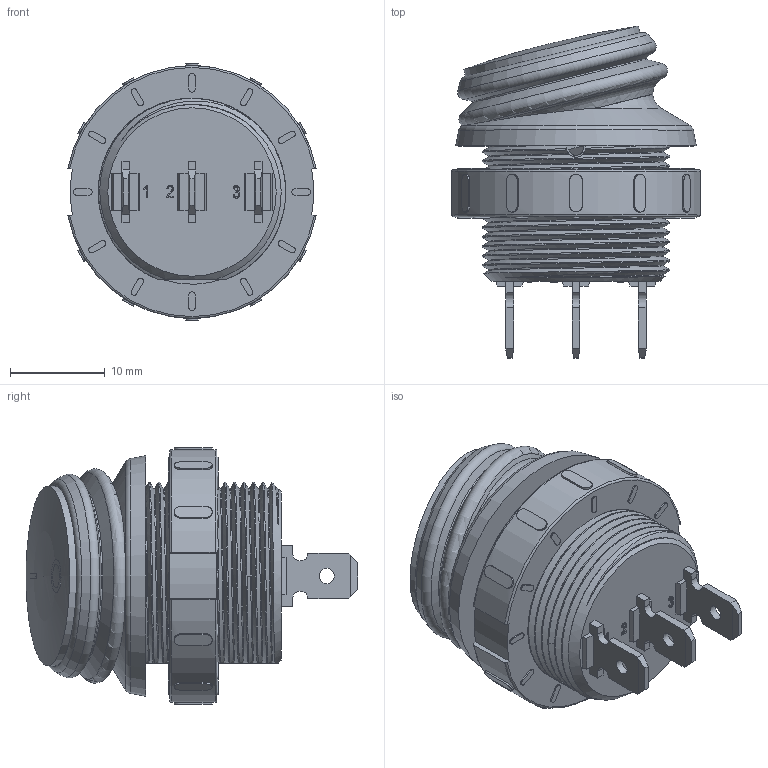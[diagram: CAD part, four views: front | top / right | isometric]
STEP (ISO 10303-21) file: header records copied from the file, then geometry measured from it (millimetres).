
FILE_DESCRIPTION(/* description */ (''),/* implementation_level */ '2;1');
FILE_NAME(/* name */ 'RRS20F1xxxx3xP.stp',/* time_stamp */ '2025-01-27T13:25:30-06:00',/* author */ ('mwilliams'),/* organization */ (''),/* preprocessor_version */ 'ST-DEVELOPER v18.1',/* originating_system */ 'Autodesk Inventor 2022',/* authorisation */ '');
FILE_SCHEMA (('AUTOMOTIVE_DESIGN { 1 0 10303 214 3 1 1 }'));
Length unit declared in the file: inch
Products named in the file (1): 100129325_Simplify_1
Bounding box: 26.25 x 35.07 x 27.12 mm (x, y, z)
Volume: 6238.3 mm3; surface area: 8245.4 mm2
Topology: 3 solids, 3 shells, 671 faces, 1849 edges, 1212 vertices
Faces by surface type: plane 401, cylinder 160, bspline 79, torus 15, cone 13, sphere 3
Full cylindrical faces by diameter (mm): 1.1 x2, 1.6 x3, 2 x2, 2.5 x1, 3.5 x1, 11.8 x1, 19 x1, 19.5 x1, 23 x1, 24 x1
Entity records: 42237 total; most frequent: CARTESIAN_POINT 24769, ORIENTED_EDGE 3698, DIRECTION 3097, EDGE_CURVE 1849, LINE 1217, VECTOR 1217, VERTEX_POINT 1214, AXIS2_PLACEMENT_3D 940
